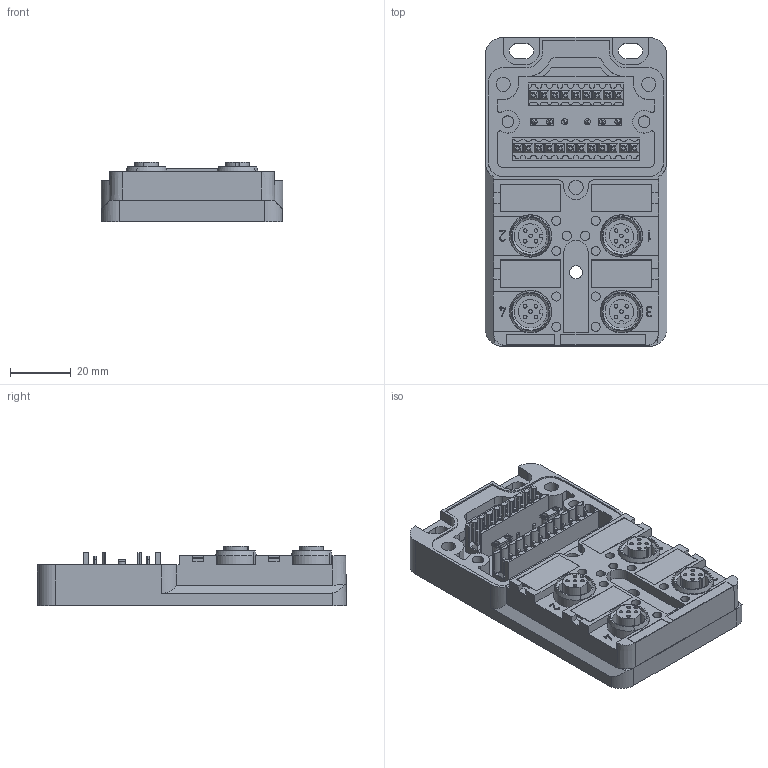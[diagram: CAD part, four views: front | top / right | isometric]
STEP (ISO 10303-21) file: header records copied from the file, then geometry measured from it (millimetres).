
FILE_DESCRIPTION(('CATIA V5 STEP Exchange','CAx-IF Rec.Pracs.--- Model Styling and Organization---1.4--- 2014-01-23'),'2;1');
FILE_NAME ('019102-1_0_1705921000_1705921000.stp','2022-05-30T09:36:44+00:00',('none'),('Weidmueller'),'CATIA Version 5-6 Release 2016 SP3 HF44','CATIA V5 STEP AP214','none');
FILE_SCHEMA(('AUTOMOTIVE_DESIGN { 1 0 10303 214 1 1 1 1 }'));
Length unit declared in the file: millimetre
Products named in the file (1): 1705921000
Bounding box: 60 x 102 x 19.5 mm (x, y, z)
Volume: 76478.3 mm3; surface area: 37622.5 mm2
Topology: 23 solids, 23 shells, 1691 faces, 4305 edges, 2770 vertices
Faces by surface type: plane 921, cylinder 556, cone 186, torus 16, sphere 12
Entity records: 47407 total; most frequent: CARTESIAN_POINT 9315, ORIENTED_EDGE 8586, DIRECTION 6293, EDGE_CURVE 4293, VERTEX_POINT 2770, AXIS2_PLACEMENT_3D 2606, VECTOR 2509, LINE 2509
